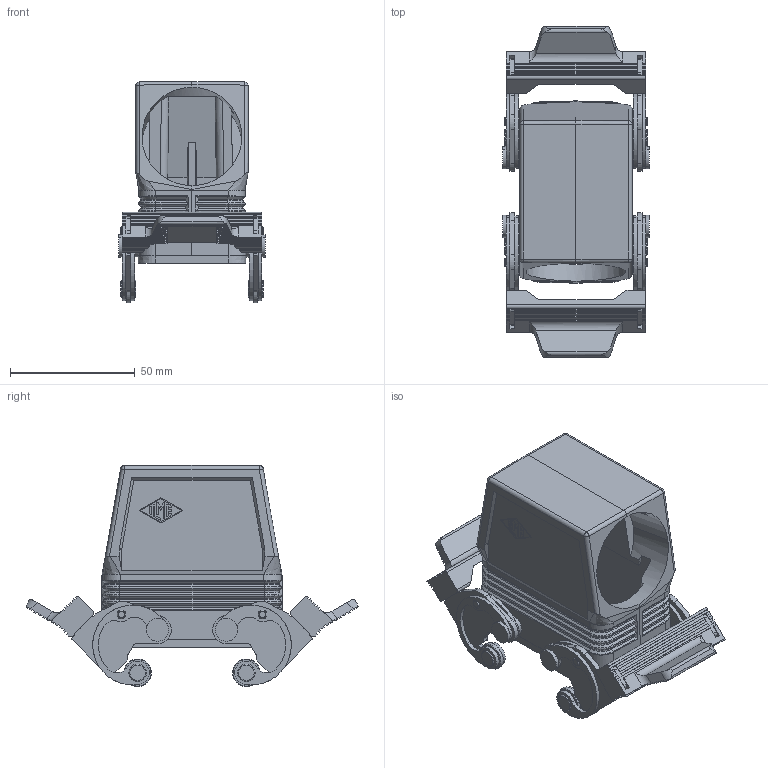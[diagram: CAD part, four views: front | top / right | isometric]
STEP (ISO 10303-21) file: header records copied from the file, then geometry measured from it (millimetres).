
FILE_DESCRIPTION(('Creo Elements/Direct Modeling STEP Export'),'2;1');
FILE_NAME('0ln7uvk45l482041592','2016-11-10T 8:32:17',(''),(''),'PTC Creo Elements/Direct Modeling STEP processor for AP214 (Solid Model)','PTC Creo Elements/Direct Modeling 19.0E 27-Jun-2016 (C) Parametric Technology GmbH','');
FILE_SCHEMA(('AUTOMOTIVE_DESIGN { 1 0 10303 214 1 1 1 1 }'));
Products named in the file (2): MFO_10_G40
Assembly tree (1 placements, depth 2):
  MFO_10_G40
    MFO_10_G40
Bounding box: 58.8 x 132.96 x 88.52 mm (x, y, z)
Volume: 90082 mm3; surface area: 53734.4 mm2
Topology: 1 solids, 13 shells, 1147 faces, 2990 edges, 1914 vertices
Faces by surface type: plane 610, cylinder 342, bspline 95, torus 48, extrusion 32, cone 16, sphere 4
Entity records: 66075 total; most frequent: CARTESIAN_POINT 31449, ORIENTED_EDGE 5972, DIRECTION 4530, EDGE_CURVE 2986, VERTEX_POINT 1914, VECTOR 1584, LINE 1552, AXIS2_PLACEMENT_3D 1473
